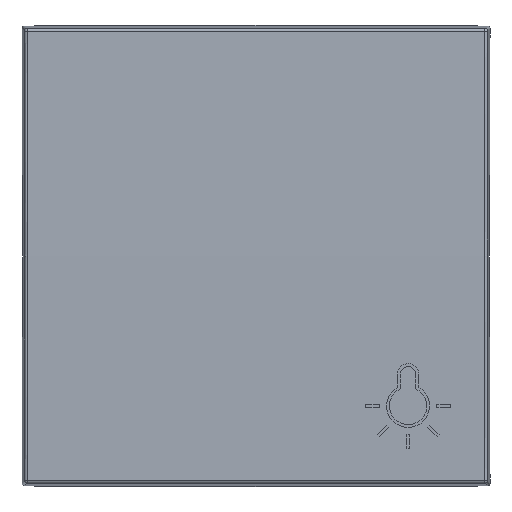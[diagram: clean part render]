
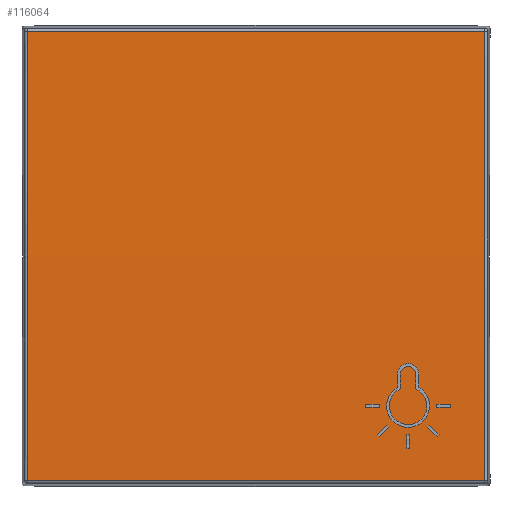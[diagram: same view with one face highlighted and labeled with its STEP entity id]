
A CAD part, top view. The second image highlights one B-rep face of the part: STEP entity #116064.
In plain terms, the highlighted cylindrical face has radius 1600 mm (diameter 3200 mm), a partial arc.
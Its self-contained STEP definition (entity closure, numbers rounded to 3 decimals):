
#82403=CARTESIAN_POINT('',(-27.202,7.71,
26.707));
#82404=CARTESIAN_POINT('',(-27.2,7.77,
23.124));
#82405=CARTESIAN_POINT('',(-27.196,7.864,
16.006));
#82406=CARTESIAN_POINT('',(-27.193,7.934,
5.746));
#82407=CARTESIAN_POINT('',(-27.193,7.938,
-4.91));
#82408=CARTESIAN_POINT('',(-27.196,7.867,
-15.784));
#82409=CARTESIAN_POINT('',(-27.2,7.771,
-23.056));
#82410=CARTESIAN_POINT('',(-27.202,7.71,
-26.707));
#82412=DIRECTION('',(1.,0.,0.));
#82413=VECTOR('',#82412,54.405);
#82414=CARTESIAN_POINT('',(-27.202,7.71,
-26.707));
#82415=LINE('32899',#82414,#82413);
#82416=CARTESIAN_POINT('',(27.202,7.71,
-26.707));
#82417=CARTESIAN_POINT('',(27.2,7.77,
-23.124));
#82418=CARTESIAN_POINT('',(27.196,7.864,
-16.006));
#82419=CARTESIAN_POINT('',(27.193,7.934,
-5.745));
#82420=CARTESIAN_POINT('',(27.193,7.938,4.91));
#82421=CARTESIAN_POINT('',(27.196,7.867,15.784));
#82422=CARTESIAN_POINT('',(27.2,7.771,23.056));
#82423=CARTESIAN_POINT('',(27.202,7.71,26.707));
#82425=DIRECTION('',(-1.,0.,0.));
#82426=VECTOR('',#82425,54.405);
#82427=CARTESIAN_POINT('',(27.202,7.71,26.707));
#82428=LINE('32905',#82427,#82426);
#86193=VERTEX_POINT('',#82403);
#86194=VERTEX_POINT('',#82410);
#86195=CARTESIAN_POINT('',(27.202,7.71,
-26.707));
#86196=VERTEX_POINT('',#86195);
#86197=VERTEX_POINT('',#82423);
#116053=CARTESIAN_POINT('',(-27.8,-1592.067,0.));
#116054=DIRECTION('',(1.,0.,0.));
#116055=DIRECTION('',(0.,0.,-1.));
#116056=AXIS2_PLACEMENT_3D('',#116053,#116054,#116055);
#116057=CYLINDRICAL_SURFACE('32885',#116056,1600.);
#116058=ORIENTED_EDGE('32896',*,*,#115942,.T.);
#116059=ORIENTED_EDGE('32899',*,*,#115968,.T.);
#116060=ORIENTED_EDGE('32902',*,*,#116022,.T.);
#116061=ORIENTED_EDGE('32905',*,*,#116047,.T.);
#116062=EDGE_LOOP('32885',(#116058,#116059,#116060,#116061));
#116063=FACE_OUTER_BOUND('32885',#116062,.F.);
#82411=B_SPLINE_CURVE_WITH_KNOTS('32896',3,(#82403,#82404,#82405,#82406,#82407,
#82408,#82409,#82410),.UNSPECIFIED.,.F.,.F.,(4,1,1,1,1,4),(0.,0.2,0.4,
0.6,0.8,1.),.UNSPECIFIED.);
#82424=B_SPLINE_CURVE_WITH_KNOTS('32902',3,(#82416,#82417,#82418,#82419,#82420,
#82421,#82422,#82423),.UNSPECIFIED.,.F.,.F.,(4,1,1,1,1,4),(0.,0.2,0.4,
0.6,0.8,1.),.UNSPECIFIED.);
#115942=EDGE_CURVE('32896',#86193,#86194,#82411,.T.);
#115968=EDGE_CURVE('32899',#86194,#86196,#82415,.T.);
#116022=EDGE_CURVE('32902',#86196,#86197,#82424,.T.);
#116047=EDGE_CURVE('32905',#86197,#86193,#82428,.T.);
#116064=ADVANCED_FACE('32885',(#116063),#116057,.T.);
